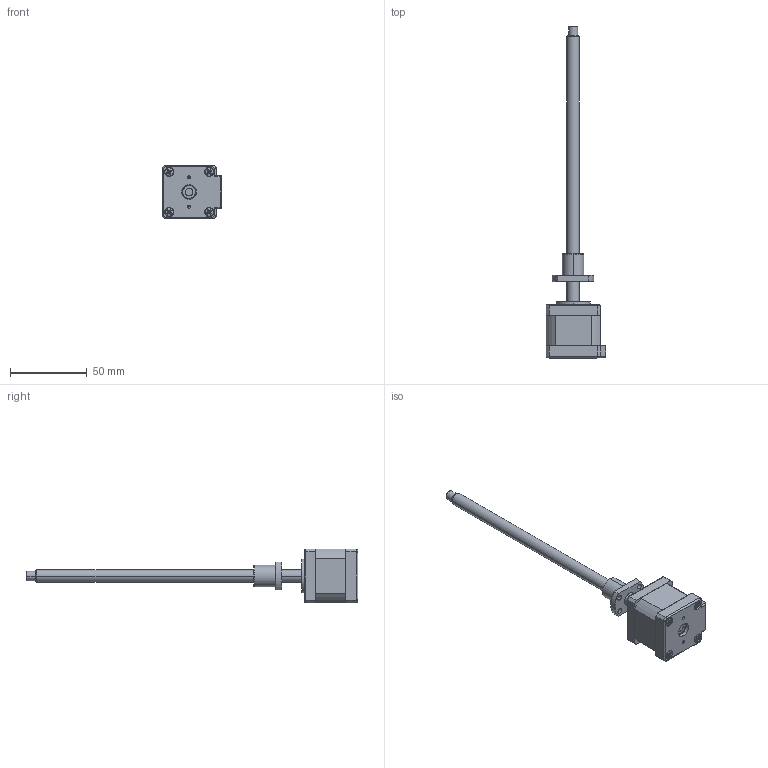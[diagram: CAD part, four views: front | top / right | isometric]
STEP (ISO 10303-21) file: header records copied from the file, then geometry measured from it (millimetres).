
FILE_DESCRIPTION (( 'STEP AP214' ), '1' );
FILE_NAME ('BE143S-B0802-175-AK1-S-150.STEP', '2023-11-27T08:32:10', ( '' ), ( '' ), 'SwSTEP 2.0', 'SolidWorks 2018', '' );
FILE_SCHEMA (( 'AUTOMOTIVE_DESIGN' ));
Length unit declared in the file: millimetre
Products named in the file (1): BE143S-B0802-175-AK1-S-150
Bounding box: 38.7 x 215.6 x 35 mm (x, y, z)
Volume: 47438 mm3; surface area: 26201 mm2
Topology: 8 solids, 12 shells, 676 faces, 1681 edges, 1076 vertices
Faces by surface type: cylinder 293, plane 235, cone 102, torus 26, bspline 12, sphere 8
Entity records: 41052 total; most frequent: CARTESIAN_POINT 17452, DIRECTION 3395, ORIENTED_EDGE 3354, EDGE_CURVE 1677, AXIS2_PLACEMENT_3D 1325, VERTEX_POINT 1076, EDGE_LOOP 781, LINE 745
